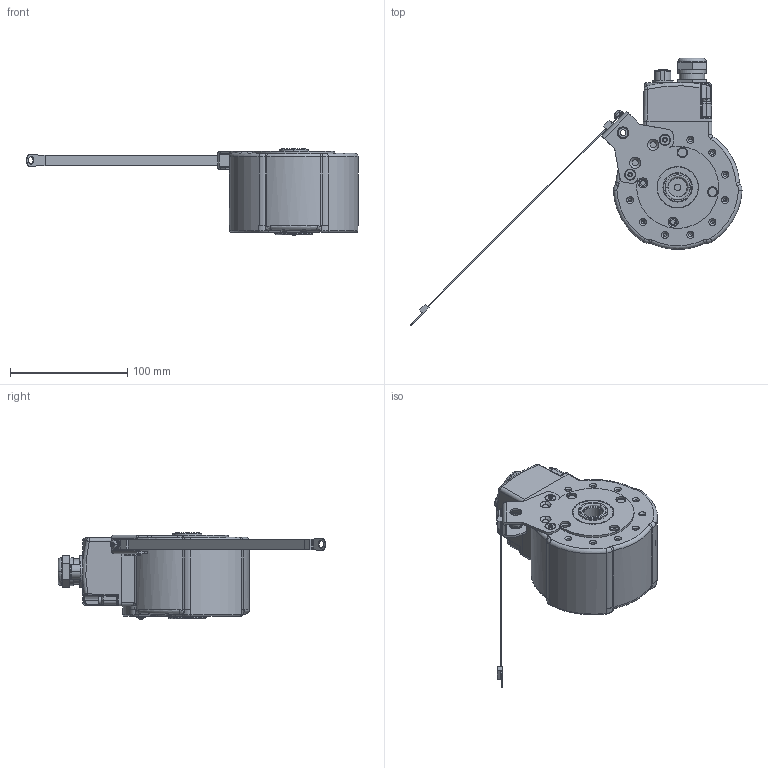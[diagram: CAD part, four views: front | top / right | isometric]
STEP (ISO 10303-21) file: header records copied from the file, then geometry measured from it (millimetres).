
FILE_DESCRIPTION((''),'2;1');
FILE_NAME('809727-K01_SW0002','2011-11-14T',('SE2994'),(''),'PRO/ENGINEER BY PARAMETRIC TECHNOLOGY CORPORATION, 2010180','PRO/ENGINEER BY PARAMETRIC TECHNOLOGY CORPORATION, 2010180','');
FILE_SCHEMA(('CONFIG_CONTROL_DESIGN','SHAPE_APPEARANCE_LAYERS_GROUPS'));
Length unit declared in the file: millimetre
Products named in the file (1): 809727-K01_SW0002
Bounding box: 283.69 x 228.94 x 73.8 mm (x, y, z)
Volume: 309936.2 mm3; surface area: 128490 mm2
Topology: 2 solids, 4 shells, 1224 faces, 2937 edges, 1817 vertices
Faces by surface type: cylinder 513, plane 370, cone 139, torus 123, bspline 50, sphere 26, extrusion 2, revolution 1
Entity records: 65607 total; most frequent: CARTESIAN_POINT 29404, DIRECTION 6498, ORIENTED_EDGE 5838, EDGE_CURVE 2919, AXIS2_PLACEMENT_3D 2719, VERTEX_POINT 1817, CIRCLE 1548, EDGE_LOOP 1366
